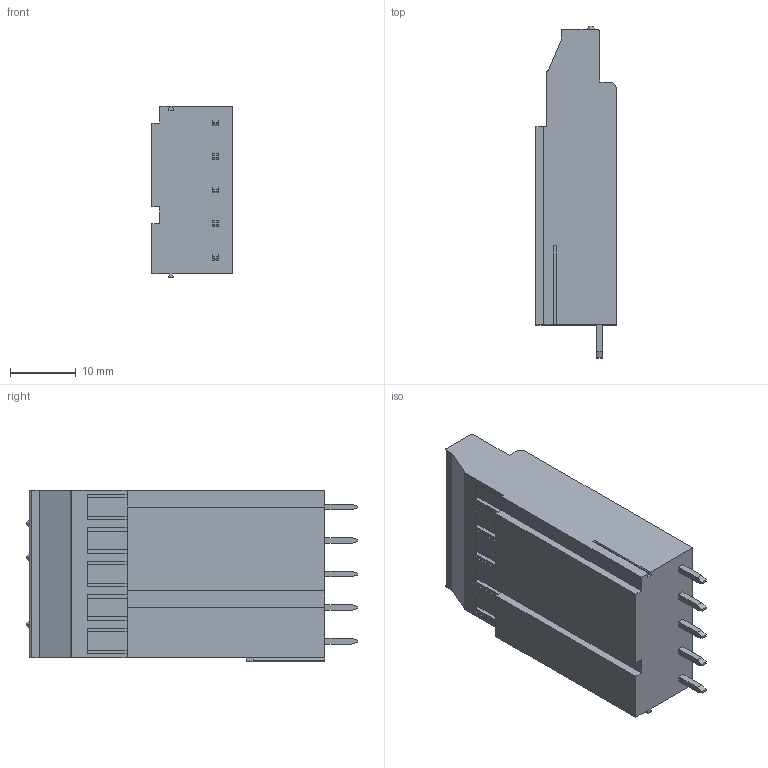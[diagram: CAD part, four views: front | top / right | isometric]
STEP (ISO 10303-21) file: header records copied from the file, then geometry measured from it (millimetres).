
FILE_DESCRIPTION((''),'2;1');
FILE_NAME('TL324VH','2024-12-25T',('yanfa'),(''),'PRO/ENGINEER BY PARAMETRIC TECHNOLOGY CORPORATION, 2009280','PRO/ENGINEER BY PARAMETRIC TECHNOLOGY CORPORATION, 2009280','');
FILE_SCHEMA(('AUTOMOTIVE_DESIGN_CC2 { 1 2 10303 214 -1 1 5 2 }'));
Length unit declared in the file: millimetre
Products named in the file (1): TL324VH
Bounding box: 12.2 x 50.3 x 26 mm (x, y, z)
Volume: 12129 mm3; surface area: 4319.2 mm2
Topology: 1 solids, 1 shells, 189 faces, 519 edges, 339 vertices
Faces by surface type: plane 145, cylinder 28, torus 10, sphere 6
Entity records: 6003 total; most frequent: CARTESIAN_POINT 1151, ORIENTED_EDGE 1026, DIRECTION 969, EDGE_CURVE 513, VECTOR 395, LINE 395, VERTEX_POINT 339, AXIS2_PLACEMENT_3D 287
